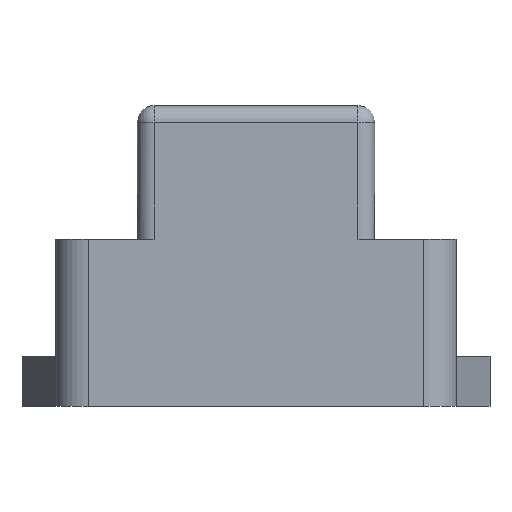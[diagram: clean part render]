
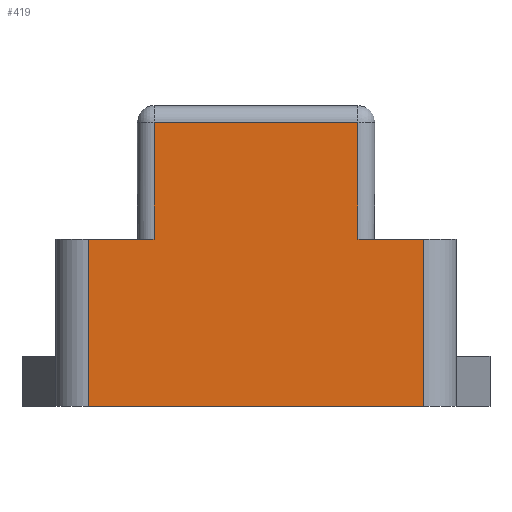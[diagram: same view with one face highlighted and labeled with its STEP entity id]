
A CAD part, left-side view. The second image highlights one B-rep face of the part: STEP entity #419.
In plain terms, the highlighted planar face has unit normal (-1, 0, 0).
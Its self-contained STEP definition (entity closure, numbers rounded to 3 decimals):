
#14 = CARTESIAN_POINT ( 'NONE',  ( -0.266, 3.443, 11.002 ) ) ;
#46 = ORIENTED_EDGE ( 'NONE', *, *, #1465, .F. ) ;
#73 = CARTESIAN_POINT ( 'NONE',  ( -0.266, 11.494, 11.002 ) ) ;
#78 = EDGE_CURVE ( 'NONE', #1165, #858, #294, .T. ) ;
#154 = VECTOR ( 'NONE', #239, 1000. ) ;
#172 = EDGE_CURVE ( 'NONE', #718, #1050, #1579, .T. ) ;
#223 = VECTOR ( 'NONE', #990, 1000. ) ;
#228 = CARTESIAN_POINT ( 'NONE',  ( -0.266, 3.443, 11.002 ) ) ;
#237 = CARTESIAN_POINT ( 'NONE',  ( -0.266, 1.494, 11.002 ) ) ;
#238 = VECTOR ( 'NONE', #1112, 1000. ) ;
#239 = DIRECTION ( 'NONE',  ( 0., 0., 1. ) ) ;
#268 = LINE ( 'NONE', #962, #857 ) ;
#294 = LINE ( 'NONE', #1257, #223 ) ;
#364 = VECTOR ( 'NONE', #1829, 1000. ) ;
#379 = CARTESIAN_POINT ( 'NONE',  ( -0.266, 12.494, 6.002 ) ) ;
#419 = ADVANCED_FACE ( 'NONE', ( #1025 ), #874, .F. ) ;
#420 = CARTESIAN_POINT ( 'NONE',  ( -0.266, 9.546, 14.502 ) ) ;
#436 = ORIENTED_EDGE ( 'NONE', *, *, #1447, .T. ) ;
#540 = ORIENTED_EDGE ( 'NONE', *, *, #1480, .T. ) ;
#542 = VECTOR ( 'NONE', #975, 1000. ) ;
#571 = EDGE_CURVE ( 'NONE', #1050, #1530, #1200, .T. ) ;
#595 = VERTEX_POINT ( 'NONE', #1089 ) ;
#620 = VERTEX_POINT ( 'NONE', #1110 ) ;
#678 = LINE ( 'NONE', #379, #364 ) ;
#683 = ORIENTED_EDGE ( 'NONE', *, *, #78, .F. ) ;
#694 = VECTOR ( 'NONE', #782, 1000. ) ;
#718 = VERTEX_POINT ( 'NONE', #894 ) ;
#746 = ORIENTED_EDGE ( 'NONE', *, *, #172, .T. ) ;
#758 = CARTESIAN_POINT ( 'NONE',  ( -0.266, 1.494, 11.002 ) ) ;
#782 = DIRECTION ( 'NONE',  ( 0., 0., 1. ) ) ;
#846 = DIRECTION ( 'NONE',  ( 0., -1., 0. ) ) ;
#857 = VECTOR ( 'NONE', #846, 1000. ) ;
#858 = VERTEX_POINT ( 'NONE', #758 ) ;
#874 = PLANE ( 'NONE',  #1684 ) ;
#894 = CARTESIAN_POINT ( 'NONE',  ( -0.266, 3.443, 14.502 ) ) ;
#901 = LINE ( 'NONE', #237, #154 ) ;
#941 = CARTESIAN_POINT ( 'NONE',  ( -0.266, 9.546, 11.002 ) ) ;
#962 = CARTESIAN_POINT ( 'NONE',  ( -0.266, 12.494, 11.002 ) ) ;
#970 = ORIENTED_EDGE ( 'NONE', *, *, #1194, .T. ) ;
#975 = DIRECTION ( 'NONE',  ( 0., 0., -1. ) ) ;
#985 = CARTESIAN_POINT ( 'NONE',  ( -0.266, 11.494, 11.002 ) ) ;
#990 = DIRECTION ( 'NONE',  ( 0., -1., 0. ) ) ;
#1001 = DIRECTION ( 'NONE',  ( 0., 1., 0. ) ) ;
#1025 = FACE_OUTER_BOUND ( 'NONE', #1353, .T. ) ;
#1050 = VERTEX_POINT ( 'NONE', #420 ) ;
#1060 = CARTESIAN_POINT ( 'NONE',  ( -0.266, 12.494, 11.002 ) ) ;
#1072 = CARTESIAN_POINT ( 'NONE',  ( -0.266, 9.546, 11.002 ) ) ;
#1089 = CARTESIAN_POINT ( 'NONE',  ( -0.266, 1.494, 6.002 ) ) ;
#1110 = CARTESIAN_POINT ( 'NONE',  ( -0.266, 11.494, 6.002 ) ) ;
#1112 = DIRECTION ( 'NONE',  ( 0., 0., -1. ) ) ;
#1165 = VERTEX_POINT ( 'NONE', #228 ) ;
#1185 = ORIENTED_EDGE ( 'NONE', *, *, #571, .T. ) ;
#1194 = EDGE_CURVE ( 'NONE', #595, #858, #901, .T. ) ;
#1200 = LINE ( 'NONE', #1072, #238 ) ;
#1233 = VECTOR ( 'NONE', #1538, 1000. ) ;
#1257 = CARTESIAN_POINT ( 'NONE',  ( -0.266, 12.494, 11.002 ) ) ;
#1288 = DIRECTION ( 'NONE',  ( 1., 0., 0. ) ) ;
#1353 = EDGE_LOOP ( 'NONE', ( #436, #746, #1185, #46, #1481, #540, #970, #683 ) ) ;
#1368 = VERTEX_POINT ( 'NONE', #73 ) ;
#1430 = LINE ( 'NONE', #14, #694 ) ;
#1447 = EDGE_CURVE ( 'NONE', #1165, #718, #1430, .T. ) ;
#1465 = EDGE_CURVE ( 'NONE', #1368, #1530, #268, .T. ) ;
#1480 = EDGE_CURVE ( 'NONE', #620, #595, #678, .T. ) ;
#1481 = ORIENTED_EDGE ( 'NONE', *, *, #1514, .T. ) ;
#1514 = EDGE_CURVE ( 'NONE', #1368, #620, #1730, .T. ) ;
#1530 = VERTEX_POINT ( 'NONE', #941 ) ;
#1538 = DIRECTION ( 'NONE',  ( 0., 1., 0. ) ) ;
#1579 = LINE ( 'NONE', #1655, #1233 ) ;
#1655 = CARTESIAN_POINT ( 'NONE',  ( -0.266, 9.546, 14.502 ) ) ;
#1684 = AXIS2_PLACEMENT_3D ( 'NONE', #1060, #1288, #1001 ) ;
#1730 = LINE ( 'NONE', #985, #542 ) ;
#1829 = DIRECTION ( 'NONE',  ( 0., -1., 0. ) ) ;
